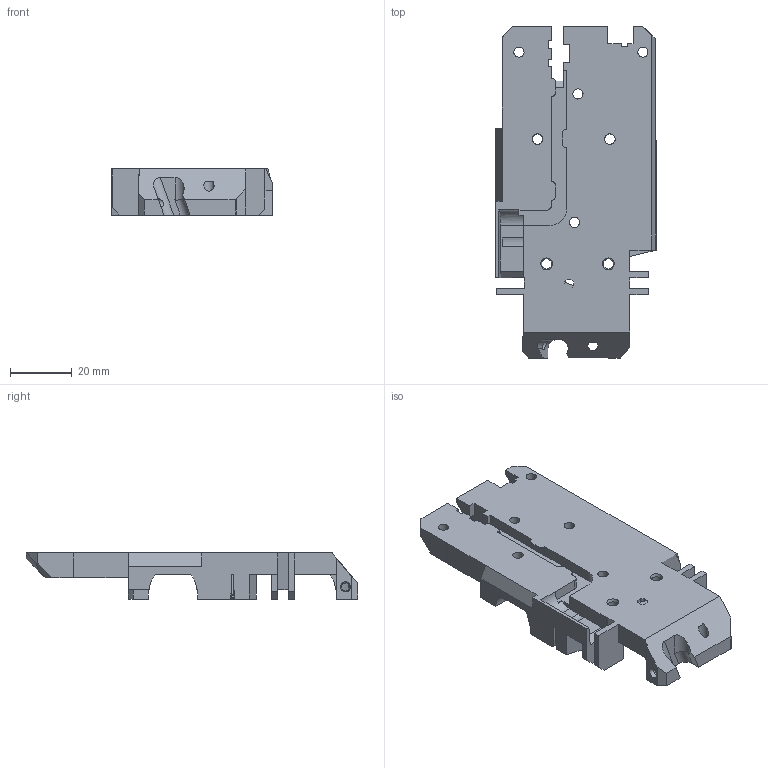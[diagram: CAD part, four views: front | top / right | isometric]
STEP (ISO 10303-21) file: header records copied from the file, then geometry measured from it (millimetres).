
FILE_DESCRIPTION(/* description */ (''),/* implementation_level */ '2;1');
FILE_NAME(/* name */ 'x carriege final.step',/* time_stamp */ '2019-03-25T10:42:27+01:00',/* author */ (''),/* organization */ (''),/* preprocessor_version */ 'ST-DEVELOPER v17.2',/* originating_system */ 'Autodesk Translation Framework v7.6.0.251',/* authorisation */ '');
FILE_SCHEMA (('AUTOMOTIVE_DESIGN { 1 0 10303 214 3 1 1 }'));
Length unit declared in the file: millimetre
Products named in the file (1): x carriege final
Bounding box: 52 x 107.7 x 15 mm (x, y, z)
Volume: 40150.2 mm3; surface area: 20584.2 mm2
Topology: 1 solids, 4 shells, 533 faces, 1580 edges, 1048 vertices
Faces by surface type: plane 487, cylinder 43, cone 3
Full cylindrical faces by diameter (mm): 2.8 x1, 3.3 x9, 3.4 x4, 6.2 x1
Entity records: 17746 total; most frequent: CARTESIAN_POINT 3242, ORIENTED_EDGE 3160, DIRECTION 2797, EDGE_CURVE 1580, LINE 1415, VECTOR 1415, VERTEX_POINT 1048, AXIS2_PLACEMENT_3D 691
